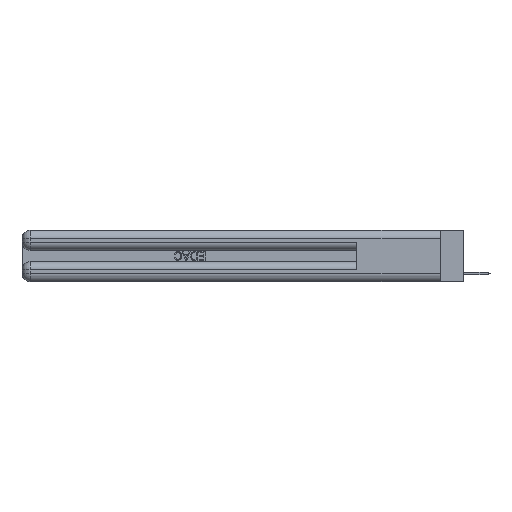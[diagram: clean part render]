
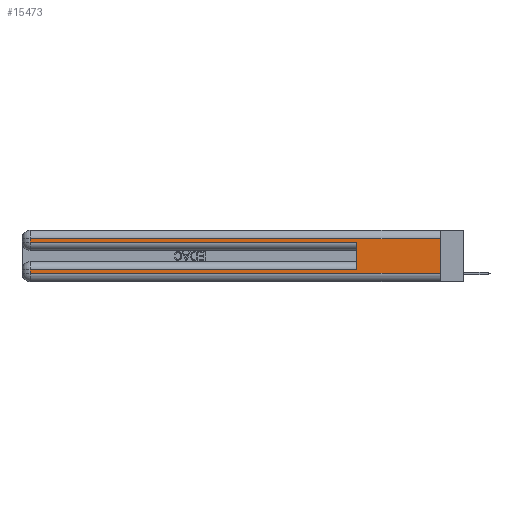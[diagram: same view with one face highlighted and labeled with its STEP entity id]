
A CAD part, left-side view. The second image highlights one B-rep face of the part: STEP entity #15473.
In plain terms, the highlighted planar face has unit normal (-1, 0, 0).
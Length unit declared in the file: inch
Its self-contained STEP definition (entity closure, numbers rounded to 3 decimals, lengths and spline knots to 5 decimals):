
#96 = CARTESIAN_POINT ( 'NONE',  ( 0., 2.94, 0.285 ) ) ;
#196 = ORIENTED_EDGE ( 'NONE', *, *, #2692, .T. ) ;
#1549 = EDGE_CURVE ( 'NONE', #14215, #1700, #17093, .T. ) ;
#1700 = VERTEX_POINT ( 'NONE', #8307 ) ;
#2006 = DIRECTION ( 'NONE',  ( 0., 1., 0. ) ) ;
#2517 = DIRECTION ( 'NONE',  ( 0., 0., 1. ) ) ;
#2574 = PLANE ( 'NONE',  #8942 ) ;
#2692 = EDGE_CURVE ( 'NONE', #30621, #11777, #23211, .T. ) ;
#3722 = VERTEX_POINT ( 'NONE', #96 ) ;
#4775 = CARTESIAN_POINT ( 'NONE',  ( 0., 2.94, 0.06 ) ) ;
#5040 = EDGE_CURVE ( 'NONE', #30621, #13775, #23065, .T. ) ;
#5602 = ORIENTED_EDGE ( 'NONE', *, *, #28391, .T. ) ;
#5798 = VECTOR ( 'NONE', #27918, 39.37008 ) ;
#5959 = VECTOR ( 'NONE', #14435, 39.37008 ) ;
#6024 = DIRECTION ( 'NONE',  ( 0., -1., 0. ) ) ;
#6146 = EDGE_CURVE ( 'NONE', #3722, #13775, #8364, .T. ) ;
#7004 = CARTESIAN_POINT ( 'NONE',  ( 0., 0., 0.37 ) ) ;
#7080 = DIRECTION ( 'NONE',  ( 0., 1., 0. ) ) ;
#7642 = CARTESIAN_POINT ( 'NONE',  ( 0., 0., 0.31 ) ) ;
#8307 = CARTESIAN_POINT ( 'NONE',  ( 0., 0., 0.06 ) ) ;
#8364 = LINE ( 'NONE', #17918, #13176 ) ;
#8806 = CARTESIAN_POINT ( 'NONE',  ( 0., 2.94, 0.37 ) ) ;
#8942 = AXIS2_PLACEMENT_3D ( 'NONE', #9976, #14339, #14664 ) ;
#9294 = VECTOR ( 'NONE', #9348, 39.37008 ) ;
#9348 = DIRECTION ( 'NONE',  ( 0., 0., -1. ) ) ;
#9976 = CARTESIAN_POINT ( 'NONE',  ( 0., 0., 0.37 ) ) ;
#10633 = EDGE_CURVE ( 'NONE', #13737, #1700, #18899, .T. ) ;
#11490 = EDGE_CURVE ( 'NONE', #11777, #14215, #21014, .T. ) ;
#11659 = ORIENTED_EDGE ( 'NONE', *, *, #1549, .T. ) ;
#11718 = CARTESIAN_POINT ( 'NONE',  ( 0., 2.94, 0.31 ) ) ;
#11777 = VERTEX_POINT ( 'NONE', #15057 ) ;
#12488 = LINE ( 'NONE', #29082, #14108 ) ;
#12557 = CARTESIAN_POINT ( 'NONE',  ( 0., 0., 0.06 ) ) ;
#13176 = VECTOR ( 'NONE', #6024, 39.37008 ) ;
#13689 = ORIENTED_EDGE ( 'NONE', *, *, #6146, .T. ) ;
#13737 = VERTEX_POINT ( 'NONE', #7642 ) ;
#13775 = VERTEX_POINT ( 'NONE', #30969 ) ;
#13922 = CARTESIAN_POINT ( 'NONE',  ( 0., 0., 0.31 ) ) ;
#14108 = VECTOR ( 'NONE', #21539, 39.37008 ) ;
#14215 = VERTEX_POINT ( 'NONE', #4775 ) ;
#14339 = DIRECTION ( 'NONE',  ( 1., 0., 0. ) ) ;
#14435 = DIRECTION ( 'NONE',  ( 0., -1., 0. ) ) ;
#14664 = DIRECTION ( 'NONE',  ( 0., 0., -1. ) ) ;
#14902 = EDGE_CURVE ( 'NONE', #13737, #29483, #25807, .T. ) ;
#15057 = CARTESIAN_POINT ( 'NONE',  ( 0., 2.94, 0.085 ) ) ;
#15473 = ADVANCED_FACE ( 'NONE', ( #21849 ), #2574, .F. ) ;
#17093 = LINE ( 'NONE', #12557, #5959 ) ;
#17918 = CARTESIAN_POINT ( 'NONE',  ( 0., 0., 0.285 ) ) ;
#18699 = ORIENTED_EDGE ( 'NONE', *, *, #10633, .F. ) ;
#18899 = LINE ( 'NONE', #7004, #9294 ) ;
#20115 = VECTOR ( 'NONE', #2517, 39.37008 ) ;
#21014 = LINE ( 'NONE', #8806, #5798 ) ;
#21539 = DIRECTION ( 'NONE',  ( 0., 0., -1. ) ) ;
#21849 = FACE_OUTER_BOUND ( 'NONE', #26560, .T. ) ;
#21900 = VECTOR ( 'NONE', #2006, 39.37008 ) ;
#23065 = LINE ( 'NONE', #24464, #20115 ) ;
#23211 = LINE ( 'NONE', #25561, #25464 ) ;
#23822 = CARTESIAN_POINT ( 'NONE',  ( 0., 0.6, 0.085 ) ) ;
#24464 = CARTESIAN_POINT ( 'NONE',  ( 0., 0.6, 0.145 ) ) ;
#25464 = VECTOR ( 'NONE', #7080, 39.37008 ) ;
#25561 = CARTESIAN_POINT ( 'NONE',  ( 0., 0., 0.085 ) ) ;
#25807 = LINE ( 'NONE', #13922, #21900 ) ;
#26034 = ORIENTED_EDGE ( 'NONE', *, *, #11490, .T. ) ;
#26560 = EDGE_LOOP ( 'NONE', ( #18699, #28145, #5602, #13689, #27686, #196, #26034, #11659 ) ) ;
#27686 = ORIENTED_EDGE ( 'NONE', *, *, #5040, .F. ) ;
#27918 = DIRECTION ( 'NONE',  ( 0., 0., -1. ) ) ;
#28145 = ORIENTED_EDGE ( 'NONE', *, *, #14902, .T. ) ;
#28391 = EDGE_CURVE ( 'NONE', #29483, #3722, #12488, .T. ) ;
#29082 = CARTESIAN_POINT ( 'NONE',  ( 0., 2.94, 0.37 ) ) ;
#29483 = VERTEX_POINT ( 'NONE', #11718 ) ;
#30621 = VERTEX_POINT ( 'NONE', #23822 ) ;
#30969 = CARTESIAN_POINT ( 'NONE',  ( 0., 0.6, 0.285 ) ) ;
